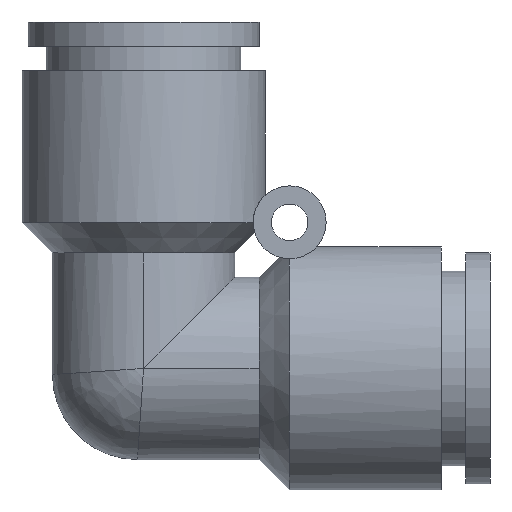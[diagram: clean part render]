
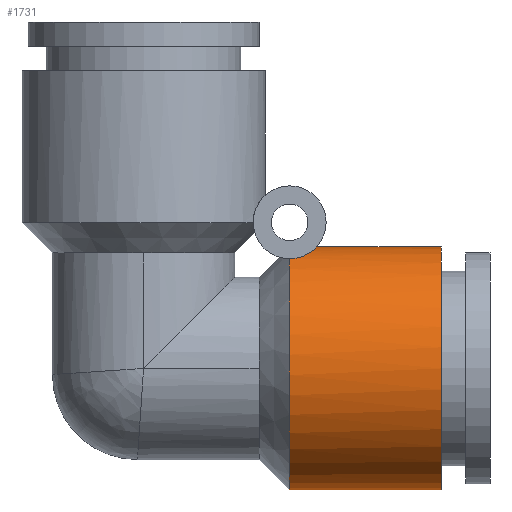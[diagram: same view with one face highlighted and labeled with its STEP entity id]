
A CAD part, front view. The second image highlights one B-rep face of the part: STEP entity #1731.
In plain terms, the highlighted cylindrical face has radius 10 mm (diameter 20 mm), a partial arc.
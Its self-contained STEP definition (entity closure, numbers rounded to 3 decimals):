
#6 = EDGE_CURVE ( 'NONE', #279, #711, #101, .T. ) ;
#35 = CARTESIAN_POINT ( 'NONE',  ( 21.193, -3.047, 17.027 ) ) ;
#51 = AXIS2_PLACEMENT_3D ( 'NONE', #907, #868, #1875 ) ;
#100 = CARTESIAN_POINT ( 'NONE',  ( 32., 0., 17.5 ) ) ;
#101 = LINE ( 'NONE', #1694, #934 ) ;
#131 = CARTESIAN_POINT ( 'NONE',  ( 19.521, -4.316, 16.521 ) ) ;
#141 = CARTESIAN_POINT ( 'NONE',  ( 20.077, -4.209, 16.571 ) ) ;
#158 = CARTESIAN_POINT ( 'NONE',  ( 21.738, -0.454, 17.5 ) ) ;
#179 = CARTESIAN_POINT ( 'NONE',  ( 20.979, -3.428, 16.896 ) ) ;
#191 = DIRECTION ( 'NONE',  ( -1., 0., 0. ) ) ;
#217 = CARTESIAN_POINT ( 'NONE',  ( 32., 0., -2.5 ) ) ;
#279 = VERTEX_POINT ( 'NONE', #100 ) ;
#285 = CARTESIAN_POINT ( 'NONE',  ( 19.634, -4.316, 16.521 ) ) ;
#315 = ORIENTED_EDGE ( 'NONE', *, *, #338, .F. ) ;
#324 = DIRECTION ( 'NONE',  ( 0., 0., 1. ) ) ;
#338 = EDGE_CURVE ( 'NONE', #279, #549, #1403, .T. ) ;
#407 = CARTESIAN_POINT ( 'NONE',  ( 19.5, -4.316, 16.521 ) ) ;
#411 = DIRECTION ( 'NONE',  ( -1., 0., 0. ) ) ;
#439 = CARTESIAN_POINT ( 'NONE',  ( 21.738, 0., 17.5 ) ) ;
#454 = CARTESIAN_POINT ( 'NONE',  ( 19.75, -4.302, 16.528 ) ) ;
#458 = VECTOR ( 'NONE', #191, 1000. ) ;
#549 = VERTEX_POINT ( 'NONE', #1107 ) ;
#554 = ORIENTED_EDGE ( 'NONE', *, *, #762, .F. ) ;
#602 = EDGE_CURVE ( 'NONE', #549, #1389, #1347, .T. ) ;
#615 = CARTESIAN_POINT ( 'NONE',  ( 32., 0., 7.5 ) ) ;
#624 = CARTESIAN_POINT ( 'NONE',  ( 21.592, -1.789, 17.349 ) ) ;
#674 = CARTESIAN_POINT ( 'NONE',  ( 19.521, -4.316, 16.521 ) ) ;
#700 = CIRCLE ( 'NONE', #51, 10. ) ;
#711 = VERTEX_POINT ( 'NONE', #439 ) ;
#740 = FACE_OUTER_BOUND ( 'NONE', #1309, .T. ) ;
#762 = EDGE_CURVE ( 'NONE', #985, #1034, #1075, .T. ) ;
#774 = ORIENTED_EDGE ( 'NONE', *, *, #1699, .F. ) ;
#810 = ORIENTED_EDGE ( 'NONE', *, *, #1348, .T. ) ;
#868 = DIRECTION ( 'NONE',  ( 1., 0., 0. ) ) ;
#907 = CARTESIAN_POINT ( 'NONE',  ( 19.5, 0., 7.5 ) ) ;
#934 = VECTOR ( 'NONE', #411, 1000. ) ;
#946 = CARTESIAN_POINT ( 'NONE',  ( 19.5, 0., -2.5 ) ) ;
#980 = CARTESIAN_POINT ( 'NONE',  ( 19.521, -4.316, 16.521 ) ) ;
#985 = VERTEX_POINT ( 'NONE', #1480 ) ;
#1022 = CARTESIAN_POINT ( 'NONE',  ( 20.854, -3.607, 16.828 ) ) ;
#1034 = VERTEX_POINT ( 'NONE', #674 ) ;
#1041 = CYLINDRICAL_SURFACE ( 'NONE', #1559, 10. ) ;
#1075 = B_SPLINE_CURVE_WITH_KNOTS ( 'NONE', 3,
 ( #407, #1420, #1820, #1410, #980 ),
 .UNSPECIFIED., .F., .F.,
 ( 4, 1, 4 ),
 ( 0.016, 0.016, 0.016 ),
 .UNSPECIFIED. ) ;
#1103 = B_SPLINE_CURVE_WITH_KNOTS ( 'NONE', 3,
 ( #131, #285, #454, #1431, #141, #1174, #1730, #1022, #179, #35, #1779, #1593, #624, #1749, #158, #1742 ),
 .UNSPECIFIED., .F., .F.,
 ( 4, 2, 2, 2, 2, 2, 2, 4 ),
 ( 0.016, 0.016, 0.017, 0.017, 0.018, 0.019, 0.02, 0.021 ),
 .UNSPECIFIED. ) ;
#1107 = CARTESIAN_POINT ( 'NONE',  ( 32., 0., -2.5 ) ) ;
#1174 = CARTESIAN_POINT ( 'NONE',  ( 20.379, -4.061, 16.639 ) ) ;
#1209 = ORIENTED_EDGE ( 'NONE', *, *, #6, .T. ) ;
#1249 = ORIENTED_EDGE ( 'NONE', *, *, #602, .F. ) ;
#1309 = EDGE_LOOP ( 'NONE', ( #1249, #315, #1209, #774, #554, #810 ) ) ;
#1342 = CARTESIAN_POINT ( 'NONE',  ( 32., 0., 7.5 ) ) ;
#1347 = LINE ( 'NONE', #217, #458 ) ;
#1348 = EDGE_CURVE ( 'NONE', #985, #1389, #700, .T. ) ;
#1389 = VERTEX_POINT ( 'NONE', #946 ) ;
#1403 = CIRCLE ( 'NONE', #1708, 10. ) ;
#1410 = CARTESIAN_POINT ( 'NONE',  ( 19.517, -4.316, 16.521 ) ) ;
#1420 = CARTESIAN_POINT ( 'NONE',  ( 19.503, -4.316, 16.521 ) ) ;
#1431 = CARTESIAN_POINT ( 'NONE',  ( 19.97, -4.249, 16.553 ) ) ;
#1444 = DIRECTION ( 'NONE',  ( 1., 0., 0. ) ) ;
#1480 = CARTESIAN_POINT ( 'NONE',  ( 19.5, -4.316, 16.521 ) ) ;
#1559 = AXIS2_PLACEMENT_3D ( 'NONE', #1342, #1621, #324 ) ;
#1593 = CARTESIAN_POINT ( 'NONE',  ( 21.499, -2.23, 17.258 ) ) ;
#1621 = DIRECTION ( 'NONE',  ( -1., 0., 0. ) ) ;
#1694 = CARTESIAN_POINT ( 'NONE',  ( 32., 0., 17.5 ) ) ;
#1699 = EDGE_CURVE ( 'NONE', #1034, #711, #1103, .T. ) ;
#1708 = AXIS2_PLACEMENT_3D ( 'NONE', #615, #1444, #1761 ) ;
#1730 = CARTESIAN_POINT ( 'NONE',  ( 20.555, -3.923, 16.7 ) ) ;
#1731 = ADVANCED_FACE ( 'NONE', ( #740 ), #1041, .T. ) ;
#1742 = CARTESIAN_POINT ( 'NONE',  ( 21.738, 0., 17.5 ) ) ;
#1749 = CARTESIAN_POINT ( 'NONE',  ( 21.711, -0.904, 17.469 ) ) ;
#1761 = DIRECTION ( 'NONE',  ( 0., 0., -1. ) ) ;
#1779 = CARTESIAN_POINT ( 'NONE',  ( 21.279, -2.847, 17.088 ) ) ;
#1820 = CARTESIAN_POINT ( 'NONE',  ( 19.51, -4.316, 16.521 ) ) ;
#1875 = DIRECTION ( 'NONE',  ( 0., 0., -1. ) ) ;
